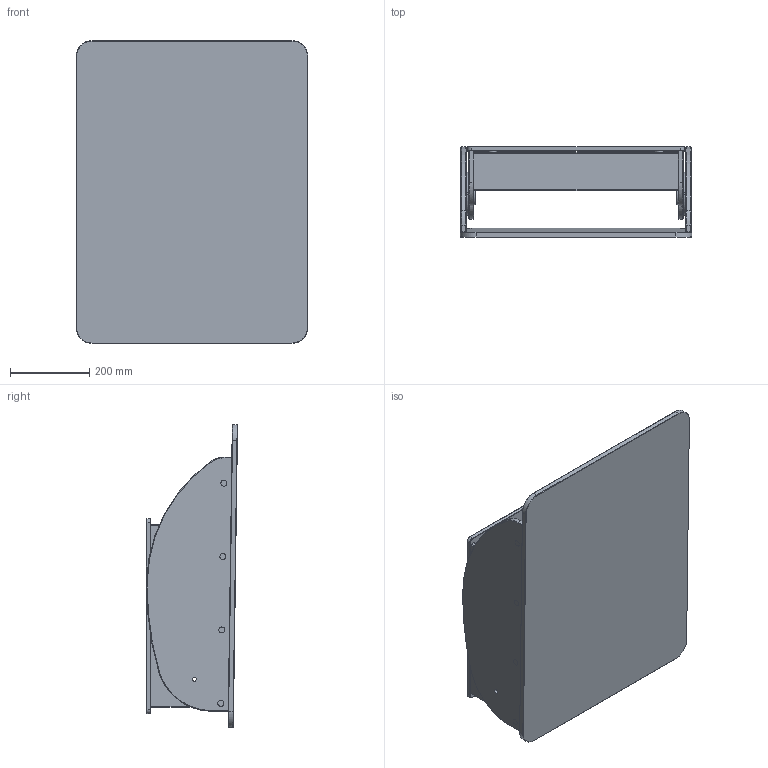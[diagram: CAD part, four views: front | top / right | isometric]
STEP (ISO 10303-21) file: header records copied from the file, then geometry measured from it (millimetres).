
FILE_DESCRIPTION(/* description */ (''),/* implementation_level */ '2;1');
FILE_NAME(/* name */ 'STEP_K~1',/* time_stamp */ '2021-11-02T09:13:32+02:00',/* author */ (''),/* organization */ (''),/* preprocessor_version */ 'ST-DEVELOPER v16.5',/* originating_system */ '',/* authorisation */ '');
FILE_SCHEMA (('AUTOMOTIVE_DESIGN'));
Length unit declared in the file: millimetre
Products named in the file (12): Document; timkid_KASIM_RS_V01(Standard); SpiegelnKB-Roll(Standard); timkid_KASIM_F_V01-1; Stellscheibe; Kern; timkid_KASIM_KS_V01(Standard); Einh�ngeboden midi; SpiegelnAnschlagring 6; SpiegelnKB-Seite(Standard); Anschlagring 6; timkid_KASIM_RW_V01-1
Assembly tree (13 placements, depth 2):
  Document
    timkid_KASIM_RS_V01(Standard)
    SpiegelnKB-Roll(Standard)
    timkid_KASIM_F_V01-1
    Stellscheibe  x2
    Kern  x2
    timkid_KASIM_KS_V01(Standard)
    Einh�ngeboden midi
    SpiegelnAnschlagring 6
    SpiegelnKB-Seite(Standard)
    Anschlagring 6
    timkid_KASIM_RW_V01-1
Bounding box: 583 x 229.35 x 762.08 mm (x, y, z)
Volume: 13858178.2 mm3; surface area: 2554121.4 mm2
Topology: 13 solids, 13 shells, 722 faces, 1674 edges, 1032 vertices
Faces by surface type: bspline 520, plane 202
Entity records: 23967 total; most frequent: CARTESIAN_POINT 15664, ORIENTED_EDGE 2656, EDGE_CURVE 1328, VERTEX_POINT 830, EDGE_LOOP 704, B_SPLINE_CURVE_WITH_KNOTS 624, ADVANCED_FACE 570, FACE_OUTER_BOUND 570
